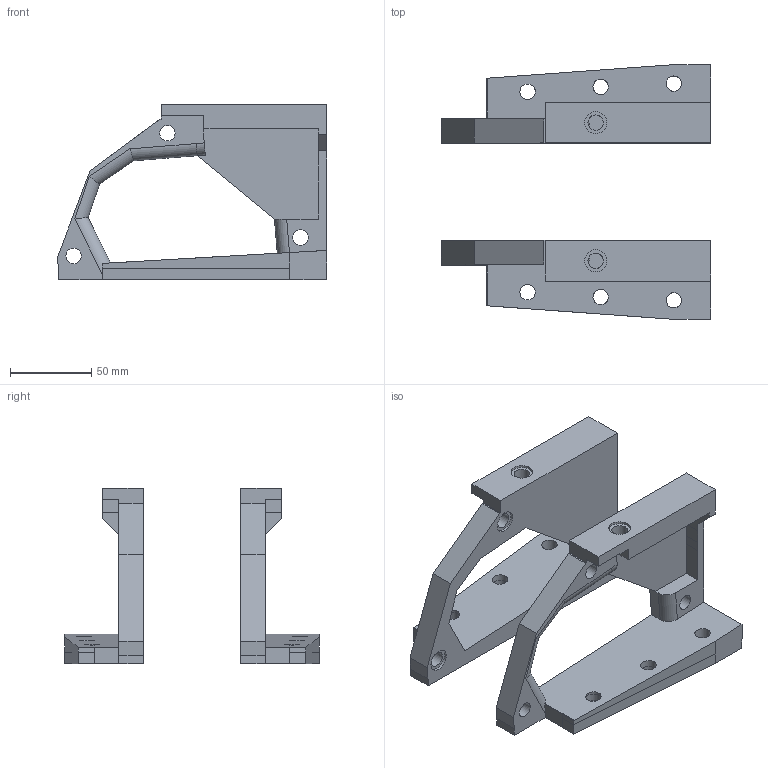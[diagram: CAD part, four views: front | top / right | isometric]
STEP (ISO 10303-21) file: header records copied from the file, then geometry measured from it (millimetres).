
FILE_DESCRIPTION(/* description */ (''),/* implementation_level */ '2;1');
FILE_NAME(/* name */ 'Airbox Intake Under Mount.step',/* time_stamp */ '2020-09-16T21:13:31-07:00',/* author */ (''),/* organization */ (''),/* preprocessor_version */ 'ST-DEVELOPER v18.1',/* originating_system */ 'Autodesk Translation Framework v9.3.0.1241',/* authorisation */ '');
FILE_SCHEMA (('AUTOMOTIVE_DESIGN { 1 0 10303 214 3 1 1 }'));
Length unit declared in the file: millimetre
Products named in the file (1): Airbox Intake Under Mount 
Bounding box: 165.58 x 156.71 x 107.91 mm (x, y, z)
Volume: 353617.3 mm3; surface area: 91984.3 mm2
Topology: 2 solids, 2 shells, 168 faces, 482 edges, 318 vertices
Faces by surface type: plane 124, cylinder 38, bspline 6
Full cylindrical faces by diameter (mm): 9.5 x18, 13.5 x8
Entity records: 5720 total; most frequent: CARTESIAN_POINT 1151, ORIENTED_EDGE 964, DIRECTION 910, EDGE_CURVE 482, LINE 376, VECTOR 376, VERTEX_POINT 318, AXIS2_PLACEMENT_3D 267
